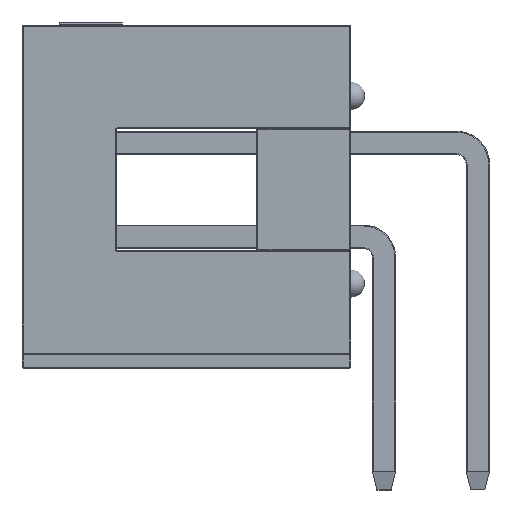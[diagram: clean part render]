
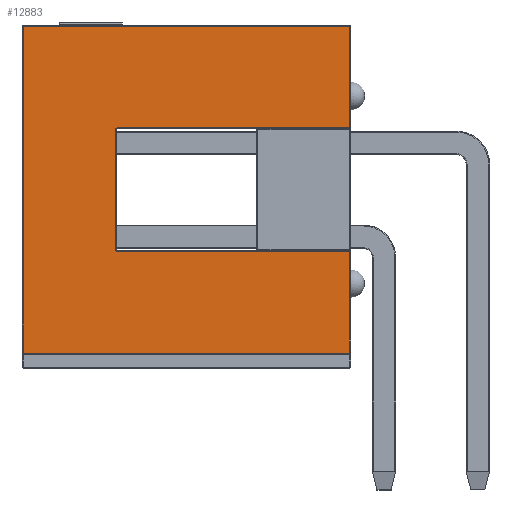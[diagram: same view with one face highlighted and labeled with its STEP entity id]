
A CAD part, front view. The second image highlights one B-rep face of the part: STEP entity #12883.
In plain terms, the highlighted face is planar.
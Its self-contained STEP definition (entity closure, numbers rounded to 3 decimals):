
#779=PLANE('',#13979);
#1444=FACE_OUTER_BOUND('',#2219,.T.);
#2219=EDGE_LOOP('',(#10308,#10309,#10310,#10311,#10312,#10313,#10314,#10315,
#10316,#10317));
#2924=CIRCLE('',#13798,0.051);
#2958=CIRCLE('',#13847,0.051);
#3173=LINE('',#19263,#4542);
#3176=LINE('',#19302,#4545);
#3181=LINE('',#19330,#4550);
#3186=LINE('',#19352,#4555);
#3192=LINE('',#19382,#4561);
#3195=LINE('',#19386,#4564);
#3199=LINE('',#19392,#4568);
#3240=LINE('',#19454,#4609);
#4542=VECTOR('',#15497,10.);
#4545=VECTOR('',#15542,10.);
#4550=VECTOR('',#15575,10.);
#4555=VECTOR('',#15602,10.);
#4561=VECTOR('',#15638,10.);
#4564=VECTOR('',#15643,10.);
#4568=VECTOR('',#15651,10.);
#4609=VECTOR('',#15734,10.);
#6059=VERTEX_POINT('',#19015);
#6091=VERTEX_POINT('',#19199);
#6092=VERTEX_POINT('',#19201);
#6113=VERTEX_POINT('',#19258);
#6125=VERTEX_POINT('',#19293);
#6126=VERTEX_POINT('',#19294);
#6137=VERTEX_POINT('',#19325);
#6141=VERTEX_POINT('',#19345);
#6147=VERTEX_POINT('',#19365);
#6151=VERTEX_POINT('',#19373);
#7389=EDGE_CURVE('',#6091,#6092,#2924,.T.);
#7419=EDGE_CURVE('',#6059,#6113,#3173,.T.);
#7433=EDGE_CURVE('',#6125,#6126,#2958,.T.);
#7437=EDGE_CURVE('',#6126,#6091,#3176,.T.);
#7451=EDGE_CURVE('',#6113,#6137,#3181,.T.);
#7462=EDGE_CURVE('',#6141,#6125,#3186,.T.);
#7477=EDGE_CURVE('',#6147,#6151,#3192,.T.);
#7480=EDGE_CURVE('',#6151,#6141,#3195,.T.);
#7484=EDGE_CURVE('',#6137,#6147,#3199,.T.);
#7525=EDGE_CURVE('',#6092,#6059,#3240,.T.);
#10308=ORIENTED_EDGE('',*,*,#7477,.F.);
#10309=ORIENTED_EDGE('',*,*,#7484,.F.);
#10310=ORIENTED_EDGE('',*,*,#7451,.F.);
#10311=ORIENTED_EDGE('',*,*,#7419,.F.);
#10312=ORIENTED_EDGE('',*,*,#7525,.F.);
#10313=ORIENTED_EDGE('',*,*,#7389,.F.);
#10314=ORIENTED_EDGE('',*,*,#7437,.F.);
#10315=ORIENTED_EDGE('',*,*,#7433,.F.);
#10316=ORIENTED_EDGE('',*,*,#7462,.F.);
#10317=ORIENTED_EDGE('',*,*,#7480,.F.);
#12883=ADVANCED_FACE('',(#1444),#779,.T.);
#13798=AXIS2_PLACEMENT_3D('',#19202,#15424,#15425);
#13847=AXIS2_PLACEMENT_3D('',#19295,#15532,#15533);
#13979=AXIS2_PLACEMENT_3D('',#20141,#16210,#16211);
#15424=DIRECTION('center_axis',(1.,0.,0.));
#15425=DIRECTION('ref_axis',(0.,-0.707,0.707));
#15497=DIRECTION('',(0.,-1.,0.));
#15532=DIRECTION('center_axis',(1.,0.,0.));
#15533=DIRECTION('ref_axis',(0.,0.707,0.707));
#15542=DIRECTION('',(0.,-1.,0.));
#15575=DIRECTION('',(0.,0.,1.));
#15602=DIRECTION('',(0.,0.,1.));
#15638=DIRECTION('',(0.,0.,-1.));
#15643=DIRECTION('',(0.,-1.,0.));
#15651=DIRECTION('',(0.,1.,0.));
#15734=DIRECTION('',(0.,0.,-1.));
#16210=DIRECTION('center_axis',(1.,0.,0.));
#16211=DIRECTION('ref_axis',(0.,1.,0.));
#19015=CARTESIAN_POINT('',(45.085,-1.676,0.025));
#19199=CARTESIAN_POINT('',(45.085,-1.626,6.375));
#19201=CARTESIAN_POINT('',(45.085,-1.676,6.325));
#19202=CARTESIAN_POINT('Origin',(45.085,-1.626,6.325));
#19258=CARTESIAN_POINT('',(45.085,-4.42,0.025));
#19263=CARTESIAN_POINT('',(45.085,-2.222,0.025));
#19293=CARTESIAN_POINT('',(45.085,1.676,6.325));
#19294=CARTESIAN_POINT('',(45.085,1.626,6.375));
#19295=CARTESIAN_POINT('Origin',(45.085,1.626,6.325));
#19302=CARTESIAN_POINT('',(45.085,-3.048,6.375));
#19325=CARTESIAN_POINT('',(45.085,-4.42,8.865));
#19330=CARTESIAN_POINT('',(45.085,-4.42,0.));
#19345=CARTESIAN_POINT('',(45.085,1.676,0.025));
#19352=CARTESIAN_POINT('',(45.085,1.676,3.175));
#19365=CARTESIAN_POINT('',(45.085,4.42,8.865));
#19373=CARTESIAN_POINT('',(45.085,4.42,0.025));
#19382=CARTESIAN_POINT('',(45.085,4.42,0.));
#19386=CARTESIAN_POINT('',(45.085,-2.222,0.025));
#19392=CARTESIAN_POINT('',(45.085,-2.222,8.865));
#19454=CARTESIAN_POINT('',(45.085,-1.676,0.));
#20141=CARTESIAN_POINT('Origin',(45.085,-4.445,0.));
